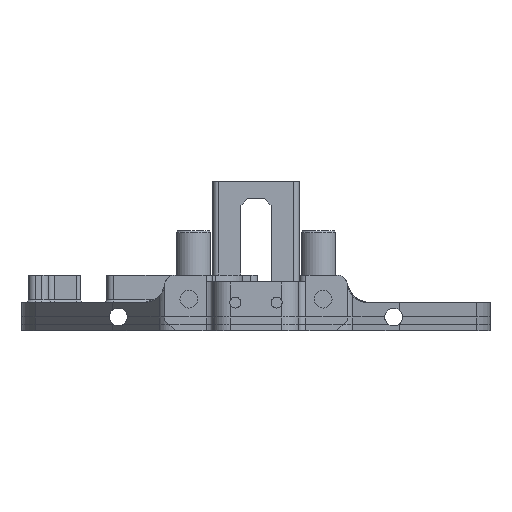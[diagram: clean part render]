
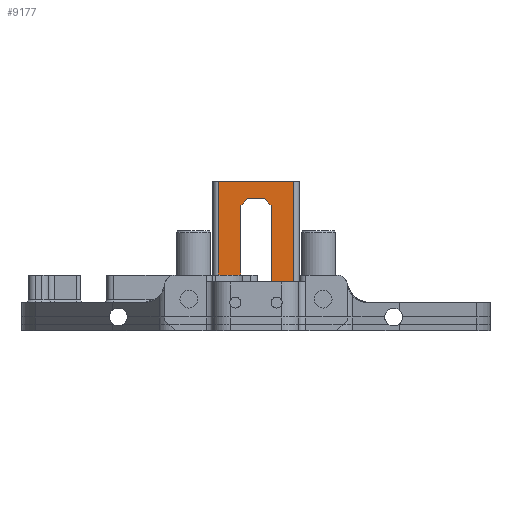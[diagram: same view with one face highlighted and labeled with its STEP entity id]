
A CAD part, front view. The second image highlights one B-rep face of the part: STEP entity #9177.
In plain terms, the highlighted planar face has unit normal (0, -1, 0).
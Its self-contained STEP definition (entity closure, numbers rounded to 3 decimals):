
#290=PLANE('',#9840);
#640=FACE_OUTER_BOUND('',#1156,.T.);
#1156=EDGE_LOOP('',(#7045,#7046,#7047,#7048,#7049,#7050,#7051,#7052,#7053,
#7054,#7055,#7056,#7057,#7058));
#2196=LINE('',#13849,#3158);
#2198=LINE('',#13855,#3160);
#2252=LINE('',#13993,#3214);
#2339=LINE('',#14302,#3301);
#2343=LINE('',#14310,#3305);
#2347=LINE('',#14318,#3309);
#2360=LINE('',#14346,#3322);
#2362=LINE('',#14349,#3324);
#2375=LINE('',#14372,#3337);
#2378=LINE('',#14378,#3340);
#2379=LINE('',#14380,#3341);
#2389=LINE('',#14400,#3351);
#2390=LINE('',#14402,#3352);
#2391=LINE('',#14403,#3353);
#3158=VECTOR('',#11054,10.);
#3160=VECTOR('',#11058,10.);
#3214=VECTOR('',#11160,10.);
#3301=VECTOR('',#11405,10.);
#3305=VECTOR('',#11411,1000.);
#3309=VECTOR('',#11417,10.);
#3322=VECTOR('',#11436,10.);
#3324=VECTOR('',#11440,10.);
#3337=VECTOR('',#11457,10.);
#3340=VECTOR('',#11462,10.);
#3341=VECTOR('',#11465,10.);
#3351=VECTOR('',#11483,1000.);
#3352=VECTOR('',#11484,10.);
#3353=VECTOR('',#11485,1000.);
#4110=VERTEX_POINT('',#13837);
#4114=VERTEX_POINT('',#13847);
#4116=VERTEX_POINT('',#13852);
#4117=VERTEX_POINT('',#13854);
#4177=VERTEX_POINT('',#13991);
#4269=VERTEX_POINT('',#14301);
#4272=VERTEX_POINT('',#14309);
#4275=VERTEX_POINT('',#14317);
#4286=VERTEX_POINT('',#14343);
#4287=VERTEX_POINT('',#14345);
#4295=VERTEX_POINT('',#14370);
#4297=VERTEX_POINT('',#14376);
#4303=VERTEX_POINT('',#14399);
#4304=VERTEX_POINT('',#14401);
#5101=EDGE_CURVE('',#4110,#4114,#2196,.T.);
#5103=EDGE_CURVE('',#4117,#4116,#2198,.T.);
#5176=EDGE_CURVE('',#4114,#4177,#2252,.T.);
#5310=EDGE_CURVE('',#4110,#4269,#2339,.T.);
#5314=EDGE_CURVE('',#4272,#4269,#2343,.T.);
#5318=EDGE_CURVE('',#4272,#4275,#2347,.T.);
#5331=EDGE_CURVE('',#4286,#4287,#2360,.T.);
#5333=EDGE_CURVE('',#4275,#4286,#2362,.T.);
#5346=EDGE_CURVE('',#4116,#4295,#2375,.T.);
#5349=EDGE_CURVE('',#4297,#4295,#2378,.T.);
#5350=EDGE_CURVE('',#4297,#4287,#2379,.T.);
#5360=EDGE_CURVE('',#4177,#4303,#2389,.T.);
#5361=EDGE_CURVE('',#4304,#4303,#2390,.T.);
#5362=EDGE_CURVE('',#4117,#4304,#2391,.T.);
#7045=ORIENTED_EDGE('',*,*,#5103,.T.);
#7046=ORIENTED_EDGE('',*,*,#5346,.T.);
#7047=ORIENTED_EDGE('',*,*,#5349,.F.);
#7048=ORIENTED_EDGE('',*,*,#5350,.T.);
#7049=ORIENTED_EDGE('',*,*,#5331,.F.);
#7050=ORIENTED_EDGE('',*,*,#5333,.F.);
#7051=ORIENTED_EDGE('',*,*,#5318,.F.);
#7052=ORIENTED_EDGE('',*,*,#5314,.T.);
#7053=ORIENTED_EDGE('',*,*,#5310,.F.);
#7054=ORIENTED_EDGE('',*,*,#5101,.T.);
#7055=ORIENTED_EDGE('',*,*,#5176,.T.);
#7056=ORIENTED_EDGE('',*,*,#5360,.T.);
#7057=ORIENTED_EDGE('',*,*,#5361,.F.);
#7058=ORIENTED_EDGE('',*,*,#5362,.F.);
#9177=ADVANCED_FACE('',(#640),#290,.F.);
#9840=AXIS2_PLACEMENT_3D('',#14398,#11481,#11482);
#11054=DIRECTION('',(0.,0.,-1.));
#11058=DIRECTION('',(1.,0.,0.));
#11160=DIRECTION('',(1.,0.,0.));
#11405=DIRECTION('',(0.707,0.,-0.707));
#11411=DIRECTION('',(-1.,0.,0.));
#11417=DIRECTION('',(0.707,0.,0.707));
#11436=DIRECTION('',(-0.707,0.,0.707));
#11440=DIRECTION('',(0.,0.,1.));
#11457=DIRECTION('',(0.,0.,1.));
#11462=DIRECTION('',(-0.707,0.,-0.707));
#11465=DIRECTION('',(1.,0.,0.));
#11481=DIRECTION('center_axis',(0.,1.,0.));
#11482=DIRECTION('ref_axis',(1.,0.,0.));
#11483=DIRECTION('',(0.,0.,1.));
#11484=DIRECTION('',(1.,0.,0.));
#11485=DIRECTION('',(0.,0.,1.));
#13837=CARTESIAN_POINT('',(0.732,124.,-12.837));
#13847=CARTESIAN_POINT('',(0.732,124.,-17.25));
#13849=CARTESIAN_POINT('',(0.732,124.,0.375));
#13852=CARTESIAN_POINT('',(0.145,124.,-9.25));
#13854=CARTESIAN_POINT('',(-6.455,124.,-9.25));
#13855=CARTESIAN_POINT('',(-13.486,124.,-9.25));
#13991=CARTESIAN_POINT('',(15.545,124.,-17.25));
#13993=CARTESIAN_POINT('',(-10.781,124.,-17.25));
#14301=CARTESIAN_POINT('',(2.145,124.,-14.25));
#14302=CARTESIAN_POINT('',(-8.942,124.,-3.162));
#14309=CARTESIAN_POINT('',(6.945,124.,-14.25));
#14310=CARTESIAN_POINT('',(-1.655,124.,-14.25));
#14317=CARTESIAN_POINT('',(8.945,124.,-12.25));
#14318=CARTESIAN_POINT('',(11.782,124.,-9.412));
#14343=CARTESIAN_POINT('',(8.945,124.,11.));
#14345=CARTESIAN_POINT('',(6.945,124.,13.));
#14346=CARTESIAN_POINT('',(2.47,124.,17.475));
#14349=CARTESIAN_POINT('',(8.945,124.,10.));
#14370=CARTESIAN_POINT('',(0.145,124.,11.));
#14372=CARTESIAN_POINT('',(0.145,124.,4.688));
#14376=CARTESIAN_POINT('',(2.145,124.,13.));
#14378=CARTESIAN_POINT('',(0.37,124.,11.225));
#14380=CARTESIAN_POINT('',(4.445,124.,13.));
#14398=CARTESIAN_POINT('Origin',(-7.955,124.,18.));
#14399=CARTESIAN_POINT('',(15.545,124.,18.));
#14400=CARTESIAN_POINT('',(15.545,124.,18.));
#14401=CARTESIAN_POINT('',(-6.455,124.,18.));
#14402=CARTESIAN_POINT('',(4.445,124.,18.));
#14403=CARTESIAN_POINT('',(-6.455,124.,18.));
